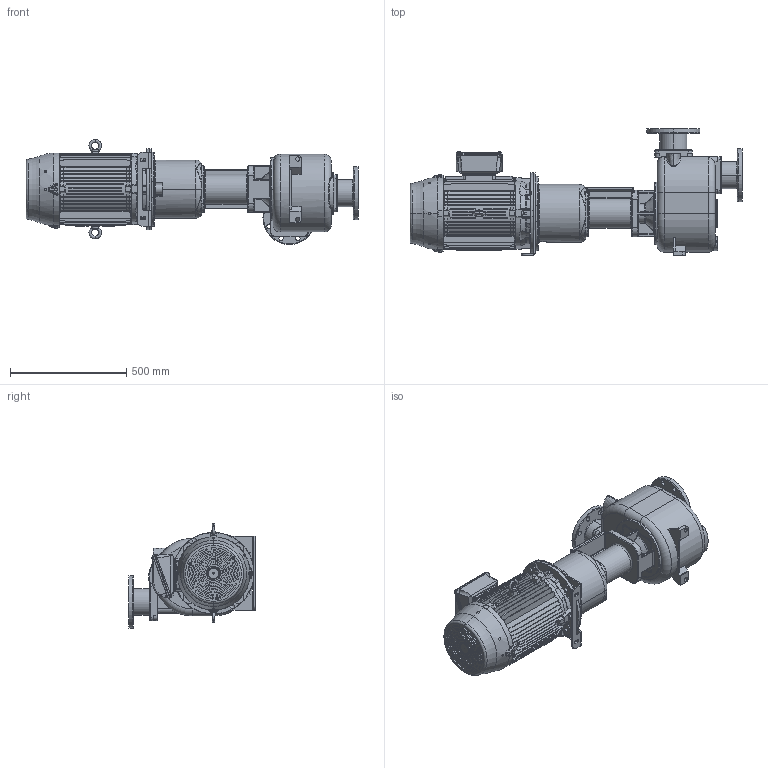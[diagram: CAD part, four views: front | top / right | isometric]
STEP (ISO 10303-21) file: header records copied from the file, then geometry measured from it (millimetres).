
FILE_DESCRIPTION((''),'2;1');
FILE_NAME('S108_BBT_F','2014-04-16T',('Amenduni'),(''),'PRO/ENGINEER BY PARAMETRIC TECHNOLOGY CORPORATION, 2013410','PRO/ENGINEER BY PARAMETRIC TECHNOLOGY CORPORATION, 2013410','');
FILE_SCHEMA(('CONFIG_CONTROL_DESIGN'));
Length unit declared in the file: millimetre
Products named in the file (1): S108_BBT_F
Bounding box: 1429.15 x 545 x 451.83 mm (x, y, z)
Volume: 77431993.6 mm3; surface area: 3288691.3 mm2
Topology: 1 solids, 2 shells, 2672 faces, 7055 edges, 4503 vertices
Faces by surface type: plane 991, cylinder 805, cone 356, bspline 334, torus 150, sphere 24, extrusion 12
Entity records: 120546 total; most frequent: CARTESIAN_POINT 57191, ORIENTED_EDGE 14054, DIRECTION 12248, EDGE_CURVE 7027, AXIS2_PLACEMENT_3D 4748, VERTEX_POINT 4503, EDGE_LOOP 2880, VECTOR 2752
